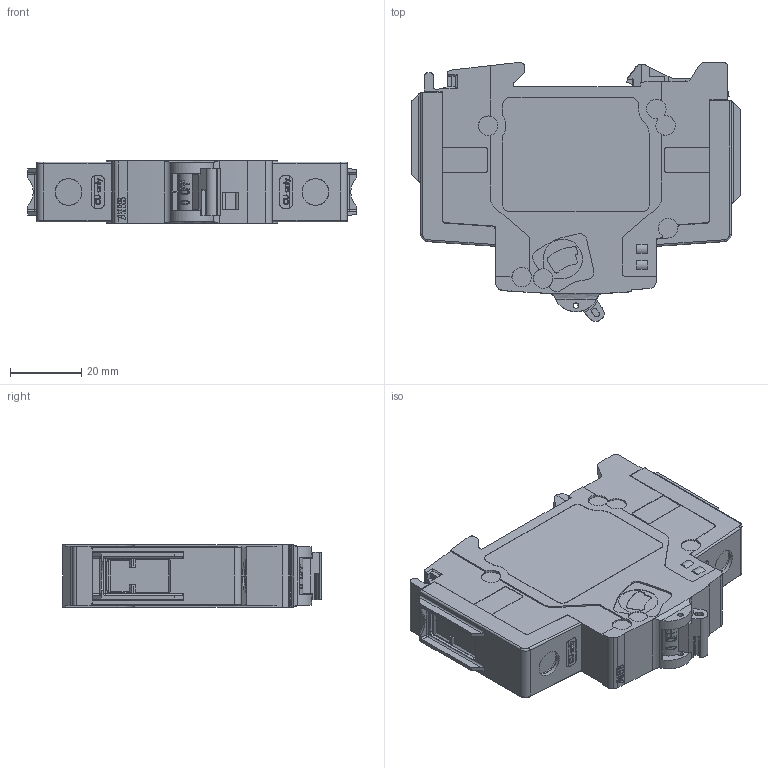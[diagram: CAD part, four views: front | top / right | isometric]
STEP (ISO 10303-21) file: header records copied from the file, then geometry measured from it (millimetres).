
FILE_DESCRIPTION((''),'2;1');
FILE_NAME('2CDS271417_SW0001','2008-08-14T',('DEU121775'),(''),'PRO/ENGINEER BY PARAMETRIC TECHNOLOGY CORPORATION, 2006380','PRO/ENGINEER BY PARAMETRIC TECHNOLOGY CORPORATION, 2006380','');
FILE_SCHEMA(('AUTOMOTIVE_DESIGN_CC2 { 1 2 10303 214 -1 1 5 2 }'));
Products named in the file (1): 2CDS271417_SW0001
Bounding box: 92 x 72.51 x 17.4 mm (x, y, z)
Volume: 77694.5 mm3; surface area: 22282 mm2
Topology: 1 solids, 1 shells, 1563 faces, 4477 edges, 2929 vertices
Faces by surface type: plane 1103, cylinder 346, cone 45, torus 30, bspline 27, sphere 12
Entity records: 65450 total; most frequent: CARTESIAN_POINT 13916, ORIENTED_EDGE 8954, DIRECTION 7718, EDGE_CURVE 4477, VECTOR 3216, LINE 3216, VERTEX_POINT 2929, AXIS2_PLACEMENT_3D 2251
